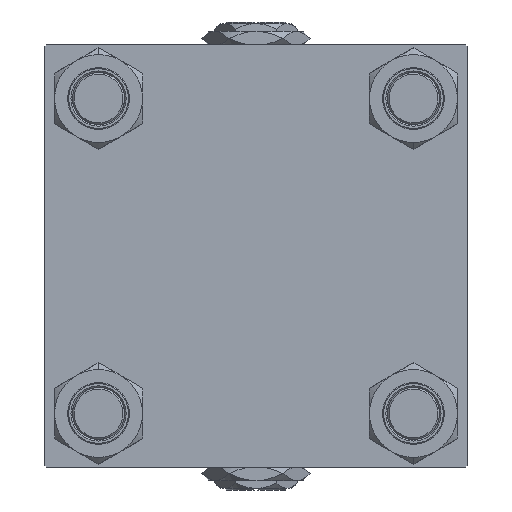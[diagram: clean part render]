
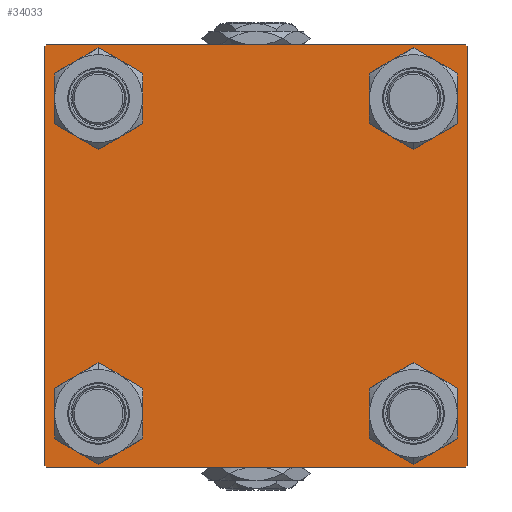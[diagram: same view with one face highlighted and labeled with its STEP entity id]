
A CAD part, left-side view. The second image highlights one B-rep face of the part: STEP entity #34033.
In plain terms, the highlighted planar face has unit normal (-1, 0, 0).
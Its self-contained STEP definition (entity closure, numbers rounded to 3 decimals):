
#691 = LINE ( 'NONE', #13016, #23746 ) ;
#1369 = CARTESIAN_POINT ( 'NONE',  ( 0., 48.45, 48.45 ) ) ;
#1384 = CARTESIAN_POINT ( 'NONE',  ( 0., 65., -64.5 ) ) ;
#1432 = CARTESIAN_POINT ( 'NONE',  ( 0., 48.45, 48.45 ) ) ;
#2150 = CIRCLE ( 'NONE', #32091, 8.5 ) ;
#2749 = CARTESIAN_POINT ( 'NONE',  ( 0., 65., -65. ) ) ;
#2778 = CIRCLE ( 'NONE', #30997, 8.5 ) ;
#3163 = FACE_OUTER_BOUND ( 'NONE', #44967, .T. ) ;
#3186 = DIRECTION ( 'NONE',  ( 0., 0., 1. ) ) ;
#3355 = EDGE_LOOP ( 'NONE', ( #30979, #38770 ) ) ;
#3490 = ORIENTED_EDGE ( 'NONE', *, *, #10403, .T. ) ;
#3537 = EDGE_CURVE ( 'NONE', #8439, #38294, #48080, .T. ) ;
#5028 = EDGE_LOOP ( 'NONE', ( #3490, #52595 ) ) ;
#5389 = DIRECTION ( 'NONE',  ( 1., 0., 0. ) ) ;
#5556 = AXIS2_PLACEMENT_3D ( 'NONE', #7738, #24067, #45222 ) ;
#5788 = EDGE_CURVE ( 'NONE', #39903, #15293, #15078, .T. ) ;
#5807 = AXIS2_PLACEMENT_3D ( 'NONE', #19931, #44064, #44329 ) ;
#5969 = EDGE_CURVE ( 'NONE', #16501, #32574, #28490, .T. ) ;
#6683 = DIRECTION ( 'NONE',  ( 1., 0., 0. ) ) ;
#7439 = ORIENTED_EDGE ( 'NONE', *, *, #24769, .T. ) ;
#7532 = DIRECTION ( 'NONE',  ( 0., 0., -1. ) ) ;
#7738 = CARTESIAN_POINT ( 'NONE',  ( 0., -48.45, -48.45 ) ) ;
#8340 = ORIENTED_EDGE ( 'NONE', *, *, #31893, .F. ) ;
#8428 = DIRECTION ( 'NONE',  ( 0., 0., 1. ) ) ;
#8439 = VERTEX_POINT ( 'NONE', #43289 ) ;
#9794 = VECTOR ( 'NONE', #18856, 1000. ) ;
#9917 = VECTOR ( 'NONE', #32998, 1000. ) ;
#9957 = AXIS2_PLACEMENT_3D ( 'NONE', #22789, #47704, #11011 ) ;
#10403 = EDGE_CURVE ( 'NONE', #38294, #8439, #52631, .T. ) ;
#10486 = ORIENTED_EDGE ( 'NONE', *, *, #49164, .T. ) ;
#11011 = DIRECTION ( 'NONE',  ( 0., 0., 1. ) ) ;
#11208 = FACE_BOUND ( 'NONE', #50787, .T. ) ;
#11415 = AXIS2_PLACEMENT_3D ( 'NONE', #1369, #5389, #21990 ) ;
#11471 = CARTESIAN_POINT ( 'NONE',  ( 0., 0., 0. ) ) ;
#11811 = CARTESIAN_POINT ( 'NONE',  ( 0., -48.45, 39.95 ) ) ;
#12263 = DIRECTION ( 'NONE',  ( 0., 0., 1. ) ) ;
#13016 = CARTESIAN_POINT ( 'NONE',  ( 0., -65., 65. ) ) ;
#13324 = VERTEX_POINT ( 'NONE', #1384 ) ;
#14564 = VERTEX_POINT ( 'NONE', #43633 ) ;
#14866 = LINE ( 'NONE', #19410, #9917 ) ;
#15037 = CARTESIAN_POINT ( 'NONE',  ( 0., 65., 65. ) ) ;
#15078 = LINE ( 'NONE', #2749, #18198 ) ;
#15293 = VERTEX_POINT ( 'NONE', #27240 ) ;
#15407 = EDGE_CURVE ( 'NONE', #14564, #16947, #2150, .T. ) ;
#15487 = FACE_BOUND ( 'NONE', #26121, .T. ) ;
#16021 = CARTESIAN_POINT ( 'NONE',  ( 0., -48.45, 48.45 ) ) ;
#16501 = VERTEX_POINT ( 'NONE', #21519 ) ;
#16947 = VERTEX_POINT ( 'NONE', #32147 ) ;
#17762 = EDGE_CURVE ( 'NONE', #16947, #14564, #39011, .T. ) ;
#18198 = VECTOR ( 'NONE', #34918, 1000. ) ;
#18227 = VERTEX_POINT ( 'NONE', #41731 ) ;
#18856 = DIRECTION ( 'NONE',  ( 0., -0.707, -0.707 ) ) ;
#19410 = CARTESIAN_POINT ( 'NONE',  ( 0., 64.75, 64.75 ) ) ;
#19776 = CARTESIAN_POINT ( 'NONE',  ( 0., -48.45, -48.45 ) ) ;
#19833 = LINE ( 'NONE', #36189, #40845 ) ;
#19931 = CARTESIAN_POINT ( 'NONE',  ( 0., -48.45, 48.45 ) ) ;
#20375 = VECTOR ( 'NONE', #33063, 1000. ) ;
#21248 = LINE ( 'NONE', #45909, #20375 ) ;
#21432 = ORIENTED_EDGE ( 'NONE', *, *, #5969, .T. ) ;
#21519 = CARTESIAN_POINT ( 'NONE',  ( 0., 48.45, 56.95 ) ) ;
#21786 = CARTESIAN_POINT ( 'NONE',  ( 0., 64.5, 65. ) ) ;
#21859 = EDGE_CURVE ( 'NONE', #32574, #16501, #32943, .T. ) ;
#21990 = DIRECTION ( 'NONE',  ( 0., 0., 1. ) ) ;
#22689 = ORIENTED_EDGE ( 'NONE', *, *, #5788, .T. ) ;
#22789 = CARTESIAN_POINT ( 'NONE',  ( 0., 48.45, -48.45 ) ) ;
#23746 = VECTOR ( 'NONE', #29352, 1000. ) ;
#23947 = CARTESIAN_POINT ( 'NONE',  ( 0., -64.75, -64.75 ) ) ;
#24067 = DIRECTION ( 'NONE',  ( 1., 0., 0. ) ) ;
#24395 = DIRECTION ( 'NONE',  ( 0., -1., 0. ) ) ;
#24619 = ORIENTED_EDGE ( 'NONE', *, *, #15407, .T. ) ;
#24769 = EDGE_CURVE ( 'NONE', #36584, #18227, #14866, .T. ) ;
#24953 = CARTESIAN_POINT ( 'NONE',  ( 0., 64.5, -65. ) ) ;
#25498 = CARTESIAN_POINT ( 'NONE',  ( 0., -65., 64.5 ) ) ;
#26121 = EDGE_LOOP ( 'NONE', ( #21432, #26739 ) ) ;
#26261 = ORIENTED_EDGE ( 'NONE', *, *, #51650, .T. ) ;
#26377 = CARTESIAN_POINT ( 'NONE',  ( 0., 64.75, -64.75 ) ) ;
#26701 = VERTEX_POINT ( 'NONE', #44118 ) ;
#26739 = ORIENTED_EDGE ( 'NONE', *, *, #21859, .T. ) ;
#27240 = CARTESIAN_POINT ( 'NONE',  ( 0., -64.5, -65. ) ) ;
#27425 = VERTEX_POINT ( 'NONE', #34238 ) ;
#27803 = DIRECTION ( 'NONE',  ( -1., 0., 0. ) ) ;
#28490 = CIRCLE ( 'NONE', #11415, 8.5 ) ;
#28674 = ORIENTED_EDGE ( 'NONE', *, *, #30035, .F. ) ;
#28959 = VERTEX_POINT ( 'NONE', #52444 ) ;
#29352 = DIRECTION ( 'NONE',  ( 0., 0., -1. ) ) ;
#30035 = EDGE_CURVE ( 'NONE', #36584, #27425, #19833, .T. ) ;
#30979 = ORIENTED_EDGE ( 'NONE', *, *, #46250, .T. ) ;
#30997 = AXIS2_PLACEMENT_3D ( 'NONE', #16021, #32361, #48964 ) ;
#31562 = FACE_BOUND ( 'NONE', #3355, .T. ) ;
#31789 = AXIS2_PLACEMENT_3D ( 'NONE', #19776, #6683, #3186 ) ;
#31893 = EDGE_CURVE ( 'NONE', #41384, #28959, #691, .T. ) ;
#32090 = EDGE_CURVE ( 'NONE', #34469, #26701, #43483, .T. ) ;
#32091 = AXIS2_PLACEMENT_3D ( 'NONE', #33373, #41141, #49708 ) ;
#32147 = CARTESIAN_POINT ( 'NONE',  ( 0., 48.45, -39.95 ) ) ;
#32234 = EDGE_CURVE ( 'NONE', #41384, #27425, #21248, .T. ) ;
#32361 = DIRECTION ( 'NONE',  ( 1., 0., 0. ) ) ;
#32574 = VERTEX_POINT ( 'NONE', #35956 ) ;
#32943 = CIRCLE ( 'NONE', #47508, 8.5 ) ;
#32998 = DIRECTION ( 'NONE',  ( 0., 0.707, -0.707 ) ) ;
#33063 = DIRECTION ( 'NONE',  ( 0., 0.707, 0.707 ) ) ;
#33373 = CARTESIAN_POINT ( 'NONE',  ( 0., 48.45, -48.45 ) ) ;
#34033 = ADVANCED_FACE ( 'NONE', ( #31562, #47901, #11208, #15487, #3163 ), #48156, .T. ) ;
#34238 = CARTESIAN_POINT ( 'NONE',  ( 0., -64.5, 65. ) ) ;
#34469 = VERTEX_POINT ( 'NONE', #11811 ) ;
#34918 = DIRECTION ( 'NONE',  ( 0., -1., 0. ) ) ;
#35661 = LINE ( 'NONE', #15037, #36313 ) ;
#35956 = CARTESIAN_POINT ( 'NONE',  ( 0., 48.45, 39.95 ) ) ;
#36189 = CARTESIAN_POINT ( 'NONE',  ( 0., 65., 65. ) ) ;
#36249 = ORIENTED_EDGE ( 'NONE', *, *, #17762, .T. ) ;
#36277 = DIRECTION ( 'NONE',  ( 0., -0.707, 0.707 ) ) ;
#36313 = VECTOR ( 'NONE', #7532, 1000. ) ;
#36584 = VERTEX_POINT ( 'NONE', #21786 ) ;
#38294 = VERTEX_POINT ( 'NONE', #38978 ) ;
#38770 = ORIENTED_EDGE ( 'NONE', *, *, #32090, .T. ) ;
#38978 = CARTESIAN_POINT ( 'NONE',  ( 0., -48.45, -39.95 ) ) ;
#39011 = CIRCLE ( 'NONE', #9957, 8.5 ) ;
#39490 = LINE ( 'NONE', #23947, #41342 ) ;
#39903 = VERTEX_POINT ( 'NONE', #24953 ) ;
#40845 = VECTOR ( 'NONE', #24395, 1000. ) ;
#41141 = DIRECTION ( 'NONE',  ( 1., 0., 0. ) ) ;
#41342 = VECTOR ( 'NONE', #36277, 1000. ) ;
#41384 = VERTEX_POINT ( 'NONE', #25498 ) ;
#41731 = CARTESIAN_POINT ( 'NONE',  ( 0., 65., 64.5 ) ) ;
#42675 = AXIS2_PLACEMENT_3D ( 'NONE', #11471, #27803, #12263 ) ;
#43289 = CARTESIAN_POINT ( 'NONE',  ( 0., -48.45, -56.95 ) ) ;
#43483 = CIRCLE ( 'NONE', #5807, 8.5 ) ;
#43633 = CARTESIAN_POINT ( 'NONE',  ( 0., 48.45, -56.95 ) ) ;
#44064 = DIRECTION ( 'NONE',  ( 1., 0., 0. ) ) ;
#44118 = CARTESIAN_POINT ( 'NONE',  ( 0., -48.45, 56.95 ) ) ;
#44329 = DIRECTION ( 'NONE',  ( 0., 0., 1. ) ) ;
#44967 = EDGE_LOOP ( 'NONE', ( #26261, #46081, #22689, #10486, #8340, #50161, #28674, #7439 ) ) ;
#45126 = DIRECTION ( 'NONE',  ( 1., 0., 0. ) ) ;
#45222 = DIRECTION ( 'NONE',  ( 0., 0., 1. ) ) ;
#45909 = CARTESIAN_POINT ( 'NONE',  ( 0., -64.75, 64.75 ) ) ;
#46081 = ORIENTED_EDGE ( 'NONE', *, *, #48553, .T. ) ;
#46250 = EDGE_CURVE ( 'NONE', #26701, #34469, #2778, .T. ) ;
#46744 = LINE ( 'NONE', #26377, #9794 ) ;
#47508 = AXIS2_PLACEMENT_3D ( 'NONE', #1432, #45126, #8428 ) ;
#47704 = DIRECTION ( 'NONE',  ( 1., 0., 0. ) ) ;
#47901 = FACE_BOUND ( 'NONE', #5028, .T. ) ;
#48080 = CIRCLE ( 'NONE', #31789, 8.5 ) ;
#48156 = PLANE ( 'NONE',  #42675 ) ;
#48553 = EDGE_CURVE ( 'NONE', #13324, #39903, #46744, .T. ) ;
#48964 = DIRECTION ( 'NONE',  ( 0., 0., 1. ) ) ;
#49164 = EDGE_CURVE ( 'NONE', #15293, #28959, #39490, .T. ) ;
#49708 = DIRECTION ( 'NONE',  ( 0., 0., 1. ) ) ;
#50161 = ORIENTED_EDGE ( 'NONE', *, *, #32234, .T. ) ;
#50787 = EDGE_LOOP ( 'NONE', ( #36249, #24619 ) ) ;
#51650 = EDGE_CURVE ( 'NONE', #18227, #13324, #35661, .T. ) ;
#52444 = CARTESIAN_POINT ( 'NONE',  ( 0., -65., -64.5 ) ) ;
#52595 = ORIENTED_EDGE ( 'NONE', *, *, #3537, .T. ) ;
#52631 = CIRCLE ( 'NONE', #5556, 8.5 ) ;
